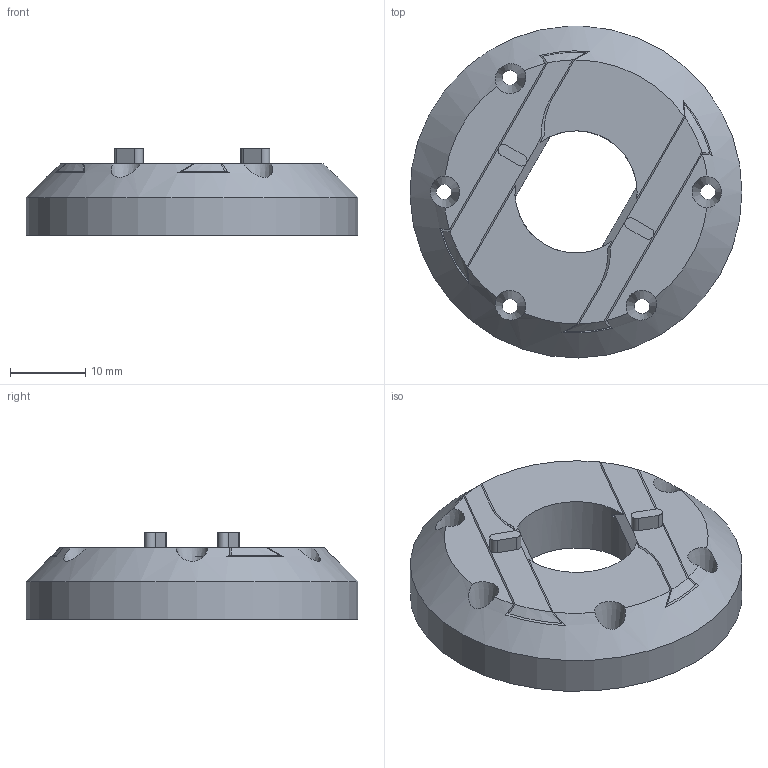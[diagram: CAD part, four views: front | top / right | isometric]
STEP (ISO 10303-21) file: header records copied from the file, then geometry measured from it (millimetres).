
FILE_DESCRIPTION(('FreeCAD Model'),'2;1');
FILE_NAME('Open CASCADE Shape Model','2024-08-27T20:09:56',(''),(''), 'Open CASCADE STEP processor 7.7','FreeCAD','Unknown');
FILE_SCHEMA(('AUTOMOTIVE_DESIGN { 1 0 10303 214 1 1 1 1 }'));
Length unit declared in the file: millimetre
Products named in the file (5): Part; LCS_Origin; Body; Body001; Body002
Assembly tree (4 placements, depth 2):
  Part
    LCS_Origin
    Body
    Body001
    Body002
Bounding box: 43.99 x 43.99 x 11.5 mm (x, y, z)
Volume: 7468.8 mm3; surface area: 5751.4 mm2
Topology: 3 solids, 3 shells, 81 faces, 227 edges, 148 vertices
Faces by surface type: plane 35, bspline 22, cylinder 13, cone 10, torus 1
Full cylindrical faces by diameter (mm): 16.2 x1, 17 x1
Entity records: 3365 total; most frequent: CARTESIAN_POINT 1223, ORIENTED_EDGE 454, DIRECTION 395, EDGE_CURVE 227, AXIS2_PLACEMENT_3D 151, VERTEX_POINT 148, LINE 93, VECTOR 93
